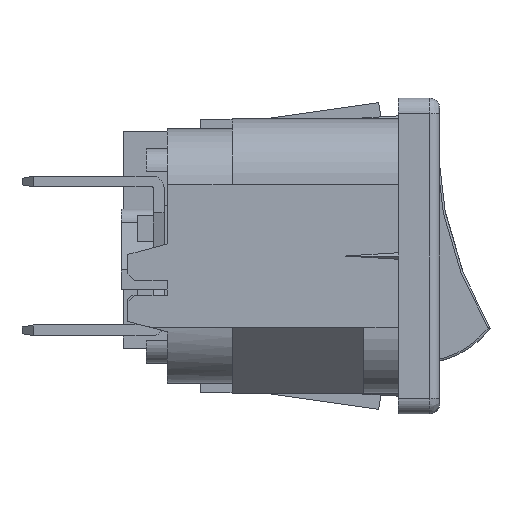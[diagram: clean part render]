
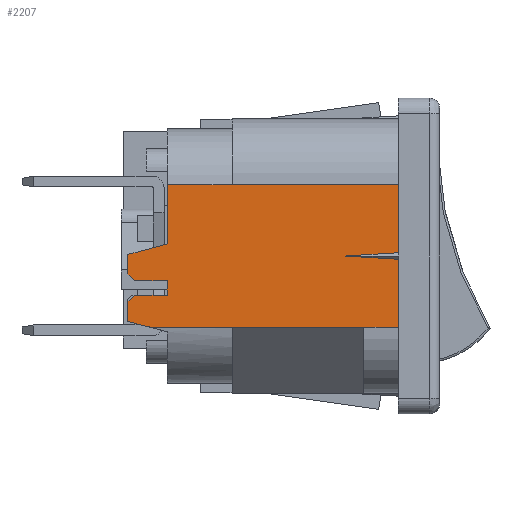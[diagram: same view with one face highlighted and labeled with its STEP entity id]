
A CAD part, left-side view. The second image highlights one B-rep face of the part: STEP entity #2207.
In plain terms, the highlighted planar face has unit normal (-1, 0, 0).
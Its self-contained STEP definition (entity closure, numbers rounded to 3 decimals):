
#166 = DIRECTION ( 'NONE',  ( 0., 0., 1. ) ) ;
#177 = VERTEX_POINT ( 'NONE', #16679 ) ;
#262 = EDGE_CURVE ( 'NONE', #7603, #13713, #7657, .T. ) ;
#344 = CARTESIAN_POINT ( 'NONE',  ( -13.397, 12.62, 5.415 ) ) ;
#375 = EDGE_CURVE ( 'NONE', #16612, #12961, #6674, .T. ) ;
#412 = CARTESIAN_POINT ( 'NONE',  ( -13.397, 20.55, 0.115 ) ) ;
#491 = VERTEX_POINT ( 'NONE', #16909 ) ;
#500 = VERTEX_POINT ( 'NONE', #8365 ) ;
#617 = CARTESIAN_POINT ( 'NONE',  ( -13.397, 17.55, -2.982 ) ) ;
#735 = DIRECTION ( 'NONE',  ( 0., 0.707, 0.707 ) ) ;
#778 = VECTOR ( 'NONE', #7895, 1000. ) ;
#921 = DIRECTION ( 'NONE',  ( 0., 0., 1. ) ) ;
#1172 = DIRECTION ( 'NONE',  ( 0., -0.966, 0.259 ) ) ;
#1205 = CARTESIAN_POINT ( 'NONE',  ( -13.397, 0., -0.25 ) ) ;
#1210 = ORIENTED_EDGE ( 'NONE', *, *, #7556, .F. ) ;
#1406 = LINE ( 'NONE', #11492, #14375 ) ;
#1802 = EDGE_CURVE ( 'NONE', #9272, #16736, #4962, .T. ) ;
#1827 = ORIENTED_EDGE ( 'NONE', *, *, #16134, .F. ) ;
#1861 = DIRECTION ( 'NONE',  ( 0., 0.998, -0.062 ) ) ;
#1944 = LINE ( 'NONE', #6239, #7721 ) ;
#2207 = ADVANCED_FACE ( 'NONE', ( #12969 ), #10216, .T. ) ;
#2257 = VECTOR ( 'NONE', #13454, 1000. ) ;
#2335 = DIRECTION ( 'NONE',  ( -1., 0., 0. ) ) ;
#2939 = CARTESIAN_POINT ( 'NONE',  ( -13.397, 0., -5.415 ) ) ;
#3025 = CARTESIAN_POINT ( 'NONE',  ( -13.397, 0., 0.25 ) ) ;
#3087 = EDGE_CURVE ( 'NONE', #491, #500, #14783, .T. ) ;
#3217 = EDGE_CURVE ( 'NONE', #6654, #11386, #17464, .T. ) ;
#3370 = VECTOR ( 'NONE', #3499, 1000. ) ;
#3463 = ORIENTED_EDGE ( 'NONE', *, *, #5492, .F. ) ;
#3495 = CARTESIAN_POINT ( 'NONE',  ( -13.397, 20.05, -2.982 ) ) ;
#3499 = DIRECTION ( 'NONE',  ( 0., -1., 0. ) ) ;
#3523 = ORIENTED_EDGE ( 'NONE', *, *, #12458, .F. ) ;
#3595 = LINE ( 'NONE', #6103, #5295 ) ;
#3686 = CARTESIAN_POINT ( 'NONE',  ( -13.397, 20.05, -2.982 ) ) ;
#3778 = CARTESIAN_POINT ( 'NONE',  ( -13.397, 20.55, -4.965 ) ) ;
#4054 = EDGE_CURVE ( 'NONE', #8255, #9869, #8408, .T. ) ;
#4858 = VERTEX_POINT ( 'NONE', #3495 ) ;
#4915 = VERTEX_POINT ( 'NONE', #14656 ) ;
#4962 = LINE ( 'NONE', #8892, #6914 ) ;
#5291 = CARTESIAN_POINT ( 'NONE',  ( -13.397, 20.55, 0.115 ) ) ;
#5295 = VECTOR ( 'NONE', #13236, 1000. ) ;
#5350 = CARTESIAN_POINT ( 'NONE',  ( -13.397, 0., -0.25 ) ) ;
#5391 = LINE ( 'NONE', #16274, #15473 ) ;
#5492 = EDGE_CURVE ( 'NONE', #7103, #16426, #1406, .T. ) ;
#5517 = VECTOR ( 'NONE', #16607, 1000. ) ;
#5890 = LINE ( 'NONE', #10004, #13294 ) ;
#6103 = CARTESIAN_POINT ( 'NONE',  ( -13.397, 17.55, 0.919 ) ) ;
#6151 = ORIENTED_EDGE ( 'NONE', *, *, #1802, .F. ) ;
#6239 = CARTESIAN_POINT ( 'NONE',  ( -13.397, 12.62, -5.415 ) ) ;
#6295 = CARTESIAN_POINT ( 'NONE',  ( -13.397, 17.55, -2.982 ) ) ;
#6302 = ORIENTED_EDGE ( 'NONE', *, *, #12911, .F. ) ;
#6446 = LINE ( 'NONE', #14208, #9181 ) ;
#6588 = CARTESIAN_POINT ( 'NONE',  ( -13.397, 0., -5.415 ) ) ;
#6633 = ORIENTED_EDGE ( 'NONE', *, *, #12391, .T. ) ;
#6654 = VERTEX_POINT ( 'NONE', #5350 ) ;
#6674 = LINE ( 'NONE', #6588, #2257 ) ;
#6689 = CARTESIAN_POINT ( 'NONE',  ( -13.397, 0., -5.415 ) ) ;
#6750 = DIRECTION ( 'NONE',  ( 0., 1., 0. ) ) ;
#6859 = EDGE_CURVE ( 'NONE', #177, #7103, #3595, .T. ) ;
#6914 = VECTOR ( 'NONE', #921, 1000. ) ;
#6930 = DIRECTION ( 'NONE',  ( 0., 0.998, 0.062 ) ) ;
#7103 = VERTEX_POINT ( 'NONE', #9316 ) ;
#7242 = VECTOR ( 'NONE', #6930, 1000. ) ;
#7356 = VECTOR ( 'NONE', #735, 1000. ) ;
#7359 = EDGE_CURVE ( 'NONE', #9590, #4858, #14200, .T. ) ;
#7417 = ORIENTED_EDGE ( 'NONE', *, *, #17622, .F. ) ;
#7544 = DIRECTION ( 'NONE',  ( 0., 0., 1. ) ) ;
#7556 = EDGE_CURVE ( 'NONE', #9869, #9590, #5890, .T. ) ;
#7568 = CARTESIAN_POINT ( 'NONE',  ( -13.397, 0., 5.415 ) ) ;
#7603 = VERTEX_POINT ( 'NONE', #3025 ) ;
#7614 = CARTESIAN_POINT ( 'NONE',  ( -13.397, 0., -5.415 ) ) ;
#7657 = LINE ( 'NONE', #14528, #12548 ) ;
#7721 = VECTOR ( 'NONE', #10173, 1000. ) ;
#7817 = CARTESIAN_POINT ( 'NONE',  ( -13.397, 18.871, -5.415 ) ) ;
#7895 = DIRECTION ( 'NONE',  ( 0., 1., 0. ) ) ;
#8058 = CARTESIAN_POINT ( 'NONE',  ( -13.397, 2.62, -5.415 ) ) ;
#8255 = VERTEX_POINT ( 'NONE', #7817 ) ;
#8263 = ORIENTED_EDGE ( 'NONE', *, *, #375, .F. ) ;
#8365 = CARTESIAN_POINT ( 'NONE',  ( -13.397, 20.05, -1.867 ) ) ;
#8408 = LINE ( 'NONE', #9672, #5517 ) ;
#8531 = CARTESIAN_POINT ( 'NONE',  ( -13.397, 20.55, -3.482 ) ) ;
#8609 = VERTEX_POINT ( 'NONE', #617 ) ;
#8892 = CARTESIAN_POINT ( 'NONE',  ( -13.397, 20.55, -1.367 ) ) ;
#8909 = EDGE_CURVE ( 'NONE', #16612, #6654, #11167, .T. ) ;
#9181 = VECTOR ( 'NONE', #11618, 1000. ) ;
#9272 = VERTEX_POINT ( 'NONE', #16402 ) ;
#9315 = VECTOR ( 'NONE', #13127, 1000. ) ;
#9316 = CARTESIAN_POINT ( 'NONE',  ( -13.397, 17.55, 5.415 ) ) ;
#9380 = VECTOR ( 'NONE', #1172, 1000. ) ;
#9574 = ORIENTED_EDGE ( 'NONE', *, *, #262, .T. ) ;
#9590 = VERTEX_POINT ( 'NONE', #8531 ) ;
#9672 = CARTESIAN_POINT ( 'NONE',  ( -13.397, 18.871, -5.415 ) ) ;
#9721 = ORIENTED_EDGE ( 'NONE', *, *, #12823, .F. ) ;
#9751 = DIRECTION ( 'NONE',  ( 0., 0., 1. ) ) ;
#9869 = VERTEX_POINT ( 'NONE', #3778 ) ;
#10004 = CARTESIAN_POINT ( 'NONE',  ( -13.397, 20.55, -4.965 ) ) ;
#10173 = DIRECTION ( 'NONE',  ( 0., 1., 0. ) ) ;
#10216 = PLANE ( 'NONE',  #14321 ) ;
#10500 = CARTESIAN_POINT ( 'NONE',  ( -13.397, 0., 5.415 ) ) ;
#10588 = LINE ( 'NONE', #17448, #7356 ) ;
#10786 = VECTOR ( 'NONE', #166, 1000. ) ;
#11167 = LINE ( 'NONE', #2939, #10786 ) ;
#11386 = VERTEX_POINT ( 'NONE', #16453 ) ;
#11492 = CARTESIAN_POINT ( 'NONE',  ( -13.397, 17.55, 5.415 ) ) ;
#11538 = ORIENTED_EDGE ( 'NONE', *, *, #6859, .F. ) ;
#11584 = DIRECTION ( 'NONE',  ( 0., 0., 1. ) ) ;
#11618 = DIRECTION ( 'NONE',  ( 0., 1., 0. ) ) ;
#11634 = VECTOR ( 'NONE', #7544, 1000. ) ;
#11651 = LINE ( 'NONE', #6295, #11634 ) ;
#12007 = LINE ( 'NONE', #10500, #778 ) ;
#12340 = EDGE_CURVE ( 'NONE', #500, #9272, #10588, .T. ) ;
#12369 = CARTESIAN_POINT ( 'NONE',  ( -13.397, 17.55, -1.867 ) ) ;
#12391 = EDGE_CURVE ( 'NONE', #13713, #16426, #12007, .T. ) ;
#12458 = EDGE_CURVE ( 'NONE', #8609, #491, #11651, .T. ) ;
#12548 = VECTOR ( 'NONE', #11584, 1000. ) ;
#12576 = DIRECTION ( 'NONE',  ( 0., -1., 0. ) ) ;
#12823 = EDGE_CURVE ( 'NONE', #4858, #8609, #15647, .T. ) ;
#12859 = CARTESIAN_POINT ( 'NONE',  ( -13.397, 20.55, -3.482 ) ) ;
#12911 = EDGE_CURVE ( 'NONE', #16736, #177, #17521, .T. ) ;
#12961 = VERTEX_POINT ( 'NONE', #8058 ) ;
#12969 = FACE_OUTER_BOUND ( 'NONE', #15183, .T. ) ;
#13127 = DIRECTION ( 'NONE',  ( 0., -0.707, 0.707 ) ) ;
#13236 = DIRECTION ( 'NONE',  ( 0., 0., 1. ) ) ;
#13294 = VECTOR ( 'NONE', #9751, 1000. ) ;
#13454 = DIRECTION ( 'NONE',  ( 0., 1., 0. ) ) ;
#13713 = VERTEX_POINT ( 'NONE', #7568 ) ;
#14200 = LINE ( 'NONE', #12859, #9315 ) ;
#14208 = CARTESIAN_POINT ( 'NONE',  ( -13.397, 2.62, -5.415 ) ) ;
#14321 = AXIS2_PLACEMENT_3D ( 'NONE', #7614, #2335, #14490 ) ;
#14375 = VECTOR ( 'NONE', #12576, 1000. ) ;
#14416 = ORIENTED_EDGE ( 'NONE', *, *, #3217, .T. ) ;
#14490 = DIRECTION ( 'NONE',  ( 0., 0., 1. ) ) ;
#14528 = CARTESIAN_POINT ( 'NONE',  ( -13.397, 0., 0.25 ) ) ;
#14656 = CARTESIAN_POINT ( 'NONE',  ( -13.397, 12.62, -5.415 ) ) ;
#14783 = LINE ( 'NONE', #12369, #15506 ) ;
#15183 = EDGE_LOOP ( 'NONE', ( #7417, #9574, #6633, #3463, #11538, #6302, #6151, #16138, #15993, #3523, #9721, #16035, #1210, #17430, #15642, #1827, #8263, #16684, #14416 ) ) ;
#15458 = EDGE_CURVE ( 'NONE', #4915, #8255, #1944, .T. ) ;
#15473 = VECTOR ( 'NONE', #1861, 1000. ) ;
#15506 = VECTOR ( 'NONE', #6750, 1000. ) ;
#15642 = ORIENTED_EDGE ( 'NONE', *, *, #15458, .F. ) ;
#15647 = LINE ( 'NONE', #3686, #3370 ) ;
#15993 = ORIENTED_EDGE ( 'NONE', *, *, #3087, .F. ) ;
#16035 = ORIENTED_EDGE ( 'NONE', *, *, #7359, .F. ) ;
#16134 = EDGE_CURVE ( 'NONE', #12961, #4915, #6446, .T. ) ;
#16138 = ORIENTED_EDGE ( 'NONE', *, *, #12340, .F. ) ;
#16274 = CARTESIAN_POINT ( 'NONE',  ( -13.397, 0., 0.25 ) ) ;
#16402 = CARTESIAN_POINT ( 'NONE',  ( -13.397, 20.55, -1.367 ) ) ;
#16426 = VERTEX_POINT ( 'NONE', #344 ) ;
#16453 = CARTESIAN_POINT ( 'NONE',  ( -13.397, 4., 0. ) ) ;
#16607 = DIRECTION ( 'NONE',  ( 0., 0.966, 0.259 ) ) ;
#16612 = VERTEX_POINT ( 'NONE', #6689 ) ;
#16679 = CARTESIAN_POINT ( 'NONE',  ( -13.397, 17.55, 0.919 ) ) ;
#16684 = ORIENTED_EDGE ( 'NONE', *, *, #8909, .T. ) ;
#16736 = VERTEX_POINT ( 'NONE', #412 ) ;
#16909 = CARTESIAN_POINT ( 'NONE',  ( -13.397, 17.55, -1.867 ) ) ;
#17430 = ORIENTED_EDGE ( 'NONE', *, *, #4054, .F. ) ;
#17448 = CARTESIAN_POINT ( 'NONE',  ( -13.397, 20.05, -1.867 ) ) ;
#17464 = LINE ( 'NONE', #1205, #7242 ) ;
#17521 = LINE ( 'NONE', #5291, #9380 ) ;
#17622 = EDGE_CURVE ( 'NONE', #7603, #11386, #5391, .T. ) ;
